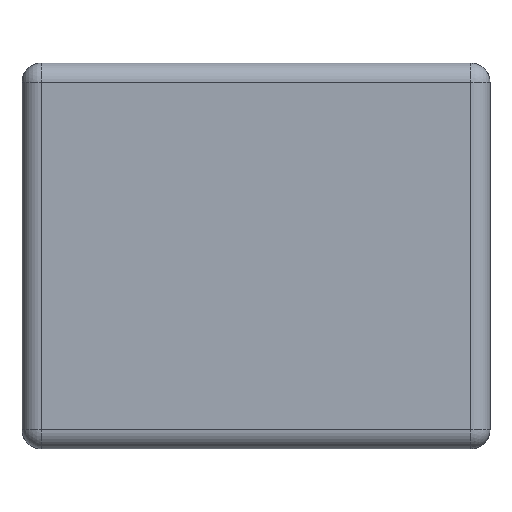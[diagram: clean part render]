
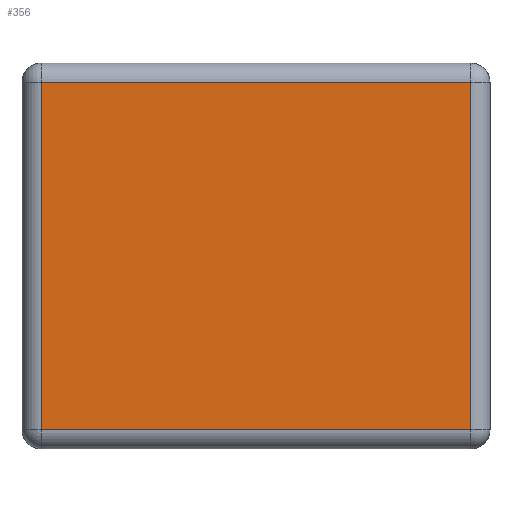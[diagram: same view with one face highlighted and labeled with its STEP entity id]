
A CAD part, left-side view. The second image highlights one B-rep face of the part: STEP entity #356.
In plain terms, the highlighted planar face has unit normal (-1, 0, 0).
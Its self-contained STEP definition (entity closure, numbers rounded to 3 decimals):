
#73 = CARTESIAN_POINT ( 'NONE',  ( -0.8, 0.97, 0.36 ) ) ;
#92 = EDGE_CURVE ( 'NONE', #972, #623, #555, .T. ) ;
#138 = VECTOR ( 'NONE', #233, 1000. ) ;
#163 = VERTEX_POINT ( 'NONE', #271 ) ;
#179 = ORIENTED_EDGE ( 'NONE', *, *, #860, .T. ) ;
#233 = DIRECTION ( 'NONE',  ( 0., 0., -1. ) ) ;
#271 = CARTESIAN_POINT ( 'NONE',  ( -0.8, 0.93, 0.36 ) ) ;
#279 = ORIENTED_EDGE ( 'NONE', *, *, #874, .T. ) ;
#295 = DIRECTION ( 'NONE',  ( 0., 0., -1. ) ) ;
#331 = VECTOR ( 'NONE', #1247, 1000. ) ;
#341 = CARTESIAN_POINT ( 'NONE',  ( -0.8, 0.04, -0.36 ) ) ;
#356 = ADVANCED_FACE ( 'NONE', ( #1091 ), #903, .F. ) ;
#482 = LINE ( 'NONE', #73, #1071 ) ;
#500 = ORIENTED_EDGE ( 'NONE', *, *, #92, .T. ) ;
#540 = CARTESIAN_POINT ( 'NONE',  ( -0.8, 0.04, 0.36 ) ) ;
#551 = EDGE_LOOP ( 'NONE', ( #279, #179, #500, #602 ) ) ;
#555 = LINE ( 'NONE', #766, #1063 ) ;
#602 = ORIENTED_EDGE ( 'NONE', *, *, #969, .T. ) ;
#623 = VERTEX_POINT ( 'NONE', #540 ) ;
#696 = CARTESIAN_POINT ( 'NONE',  ( -0.8, 0.97, -0.4 ) ) ;
#766 = CARTESIAN_POINT ( 'NONE',  ( -0.8, 0.04, -0.4 ) ) ;
#820 = CARTESIAN_POINT ( 'NONE',  ( -0.8, 0.93, -0.4 ) ) ;
#840 = AXIS2_PLACEMENT_3D ( 'NONE', #696, #1105, #295 ) ;
#860 = EDGE_CURVE ( 'NONE', #1277, #972, #1101, .T. ) ;
#874 = EDGE_CURVE ( 'NONE', #163, #1277, #981, .T. ) ;
#903 = PLANE ( 'NONE',  #840 ) ;
#923 = CARTESIAN_POINT ( 'NONE',  ( -0.8, 0.97, -0.36 ) ) ;
#944 = DIRECTION ( 'NONE',  ( 0., 1., 0. ) ) ;
#969 = EDGE_CURVE ( 'NONE', #623, #163, #482, .T. ) ;
#972 = VERTEX_POINT ( 'NONE', #341 ) ;
#981 = LINE ( 'NONE', #820, #138 ) ;
#1063 = VECTOR ( 'NONE', #1185, 1000. ) ;
#1071 = VECTOR ( 'NONE', #944, 1000. ) ;
#1091 = FACE_OUTER_BOUND ( 'NONE', #551, .T. ) ;
#1101 = LINE ( 'NONE', #923, #331 ) ;
#1105 = DIRECTION ( 'NONE',  ( 1., 0., 0. ) ) ;
#1139 = CARTESIAN_POINT ( 'NONE',  ( -0.8, 0.93, -0.36 ) ) ;
#1185 = DIRECTION ( 'NONE',  ( 0., 0., 1. ) ) ;
#1247 = DIRECTION ( 'NONE',  ( 0., -1., 0. ) ) ;
#1277 = VERTEX_POINT ( 'NONE', #1139 ) ;
